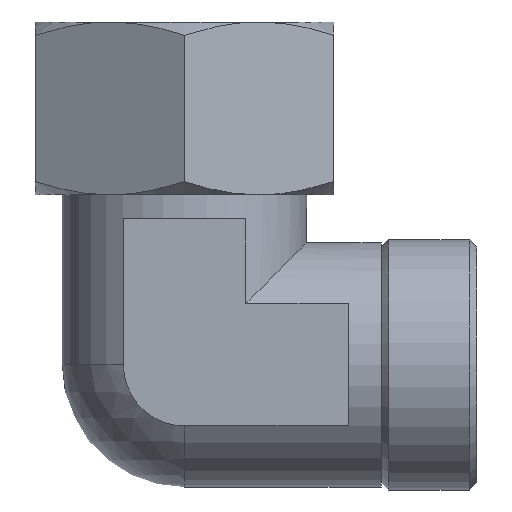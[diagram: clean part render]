
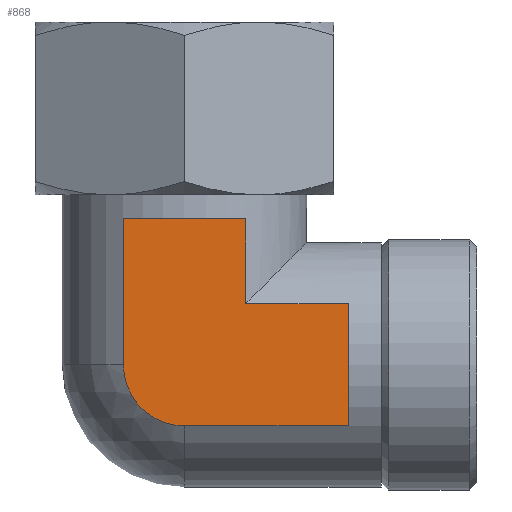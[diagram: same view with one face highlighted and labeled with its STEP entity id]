
A CAD part, front view. The second image highlights one B-rep face of the part: STEP entity #868.
In plain terms, the highlighted planar face has unit normal (0, -1, 0).
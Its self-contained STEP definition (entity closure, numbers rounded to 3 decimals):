
#40=PLANE('',#988);
#75=LINE('',#1548,#119);
#78=LINE('',#1554,#122);
#81=LINE('',#1562,#125);
#82=LINE('',#1564,#126);
#84=LINE('',#1568,#128);
#85=LINE('',#1569,#129);
#86=LINE('',#1570,#130);
#87=LINE('',#1572,#131);
#119=VECTOR('',#1207,1000.);
#122=VECTOR('',#1212,1000.);
#125=VECTOR('',#1221,1000.);
#126=VECTOR('',#1224,1000.);
#128=VECTOR('',#1228,1000.);
#129=VECTOR('',#1229,1000.);
#130=VECTOR('',#1230,1000.);
#131=VECTOR('',#1231,1000.);
#196=CIRCLE('',#985,10.25);
#367=ORIENTED_EDGE('',*,*,#521,.F.);
#368=ORIENTED_EDGE('',*,*,#531,.F.);
#369=ORIENTED_EDGE('',*,*,#524,.F.);
#370=ORIENTED_EDGE('',*,*,#526,.F.);
#371=ORIENTED_EDGE('',*,*,#532,.F.);
#372=ORIENTED_EDGE('',*,*,#529,.F.);
#373=ORIENTED_EDGE('',*,*,#528,.F.);
#374=ORIENTED_EDGE('',*,*,#533,.F.);
#375=ORIENTED_EDGE('',*,*,#534,.F.);
#521=EDGE_CURVE('',#573,#610,#75,.T.);
#524=EDGE_CURVE('',#612,#611,#78,.T.);
#526=EDGE_CURVE('',#613,#612,#196,.T.);
#528=EDGE_CURVE('',#614,#585,#81,.T.);
#529=EDGE_CURVE('',#585,#615,#82,.T.);
#531=EDGE_CURVE('',#611,#573,#84,.T.);
#532=EDGE_CURVE('',#615,#613,#85,.T.);
#533=EDGE_CURVE('',#616,#614,#86,.T.);
#534=EDGE_CURVE('',#610,#616,#87,.T.);
#573=VERTEX_POINT('',#1410);
#585=VERTEX_POINT('',#1439);
#610=VERTEX_POINT('',#1547);
#611=VERTEX_POINT('',#1551);
#612=VERTEX_POINT('',#1553);
#613=VERTEX_POINT('',#1557);
#614=VERTEX_POINT('',#1561);
#615=VERTEX_POINT('',#1565);
#616=VERTEX_POINT('',#1571);
#710=EDGE_LOOP('',(#367,#368,#369,#370,#371,#372,#373,#374,#375));
#790=FACE_BOUND('',#710,.T.);
#868=ADVANCED_FACE('',(#790),#40,.F.);
#985=AXIS2_PLACEMENT_3D('',#1558,#1216,#1217);
#988=AXIS2_PLACEMENT_3D('',#1567,#1226,#1227);
#1207=DIRECTION('',(1.,0.,0.));
#1212=DIRECTION('',(0.,0.,1.));
#1216=DIRECTION('',(0.,1.,0.));
#1217=DIRECTION('',(1.,0.,0.));
#1221=DIRECTION('',(0.,0.,-1.));
#1224=DIRECTION('',(0.,0.,-1.));
#1226=DIRECTION('',(0.,1.,0.));
#1227=DIRECTION('',(0.,0.,1.));
#1228=DIRECTION('',(1.,0.,0.));
#1229=DIRECTION('',(-1.,0.,0.));
#1230=DIRECTION('',(1.,0.,0.));
#1231=DIRECTION('',(0.,0.,-1.));
#1410=CARTESIAN_POINT('',(0.,-20.5,-30.5));
#1439=CARTESIAN_POINT('',(27.5,-20.5,-55.));
#1547=CARTESIAN_POINT('',(10.25,-20.5,-30.5));
#1548=CARTESIAN_POINT('',(-10.25,-20.5,-30.5));
#1551=CARTESIAN_POINT('',(-10.25,-20.5,-30.5));
#1553=CARTESIAN_POINT('',(-10.25,-20.5,-55.));
#1554=CARTESIAN_POINT('',(-10.25,-20.5,-55.));
#1557=CARTESIAN_POINT('',(0.,-20.5,-65.25));
#1558=CARTESIAN_POINT('',(0.,-20.5,-55.));
#1561=CARTESIAN_POINT('',(27.5,-20.5,-44.75));
#1562=CARTESIAN_POINT('',(27.5,-20.5,-44.75));
#1564=CARTESIAN_POINT('',(27.5,-20.5,-44.75));
#1565=CARTESIAN_POINT('',(27.5,-20.5,-65.25));
#1567=CARTESIAN_POINT('',(0.,-20.5,-55.));
#1568=CARTESIAN_POINT('',(-10.25,-20.5,-30.5));
#1569=CARTESIAN_POINT('',(27.5,-20.5,-65.25));
#1570=CARTESIAN_POINT('',(10.25,-20.5,-44.75));
#1571=CARTESIAN_POINT('',(10.25,-20.5,-44.75));
#1572=CARTESIAN_POINT('',(10.25,-20.5,-30.5));
